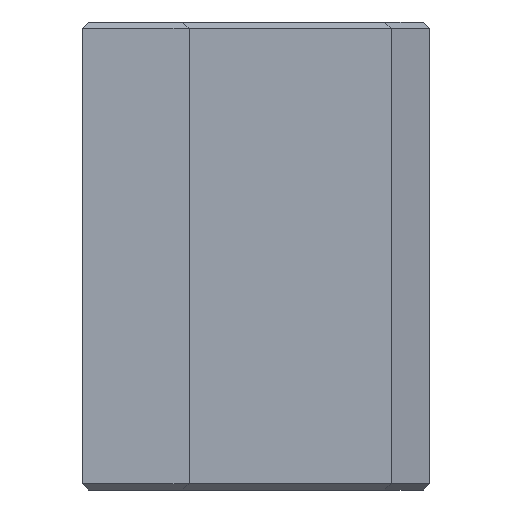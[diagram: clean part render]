
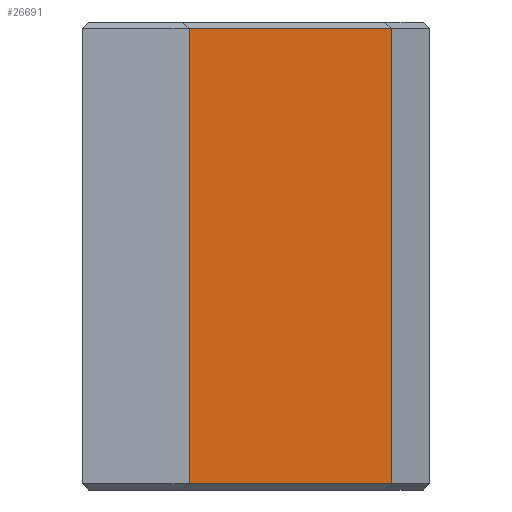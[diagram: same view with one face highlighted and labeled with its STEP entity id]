
A CAD part, left-side view. The second image highlights one B-rep face of the part: STEP entity #26691.
In plain terms, the highlighted planar face has unit normal (-1, 0, 0).
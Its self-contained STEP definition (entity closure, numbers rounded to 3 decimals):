
#5711 = CARTESIAN_POINT ( 'NONE',  ( -18., 5., 17.5 ) ) ;
#5712 = DIRECTION ( 'NONE',  ( 0., 0., -1. ) ) ;
#5713 = CARTESIAN_POINT ( 'NONE',  ( -18., 5., 17.017 ) ) ;
#5715 = CARTESIAN_POINT ( 'NONE',  ( -18., 5., -17.017 ) ) ;
#5716 = DIRECTION ( 'NONE',  ( 0., -1., 0. ) ) ;
#5717 = CARTESIAN_POINT ( 'NONE',  ( -18., -10.111, 17.5 ) ) ;
#5718 = DIRECTION ( 'NONE',  ( 0., 0., -1. ) ) ;
#5720 = DIRECTION ( 'NONE',  ( 0., 1., 0. ) ) ;
#8998 = CARTESIAN_POINT ( 'NONE',  ( -18., -10.111, 17.017 ) ) ;
#8999 = CARTESIAN_POINT ( 'NONE',  ( -18., -10.111, -17.017 ) ) ;
#9000 = CARTESIAN_POINT ( 'NONE',  ( -18., 5., 17.017 ) ) ;
#9001 = CARTESIAN_POINT ( 'NONE',  ( -18., 5., -17.017 ) ) ;
#12453 = AXIS2_PLACEMENT_3D ( 'NONE', #20905, #20917, #20918 ) ;
#13890 = VERTEX_POINT ( 'NONE', #8998 ) ;
#13891 = VERTEX_POINT ( 'NONE', #8999 ) ;
#13892 = VERTEX_POINT ( 'NONE', #9000 ) ;
#13893 = VERTEX_POINT ( 'NONE', #9001 ) ;
#14342 = LINE ( 'NONE', #5713, #14355 ) ;
#14347 = LINE ( 'NONE', #5711, #14348 ) ;
#14348 = VECTOR ( 'NONE', #5712, 1000. ) ;
#14351 = LINE ( 'NONE', #5715, #14352 ) ;
#14352 = VECTOR ( 'NONE', #5716, 1000. ) ;
#14353 = LINE ( 'NONE', #5717, #14354 ) ;
#14354 = VECTOR ( 'NONE', #5718, 1000. ) ;
#14355 = VECTOR ( 'NONE', #5720, 1000. ) ;
#15202 = EDGE_CURVE ( 'NONE', #13892, #13893, #14347, .T. ) ;
#15204 = EDGE_CURVE ( 'NONE', #13893, #13891, #14351, .T. ) ;
#15205 = EDGE_CURVE ( 'NONE', #13890, #13891, #14353, .T. ) ;
#15206 = EDGE_CURVE ( 'NONE', #13890, #13892, #14342, .T. ) ;
#20905 = CARTESIAN_POINT ( 'NONE',  ( -18., 5., 17.5 ) ) ;
#20912 = PLANE ( 'NONE',  #12453 ) ;
#20917 = DIRECTION ( 'NONE',  ( 1., 0., 0. ) ) ;
#20918 = DIRECTION ( 'NONE',  ( 0., 1., 0. ) ) ;
#23714 = EDGE_LOOP ( 'NONE', ( #25840, #25841, #25842, #25843 ) ) ;
#24636 = FACE_OUTER_BOUND ( 'NONE', #23714, .T. ) ;
#25840 = ORIENTED_EDGE ( 'NONE', *, *, #15202, .T. ) ;
#25841 = ORIENTED_EDGE ( 'NONE', *, *, #15204, .T. ) ;
#25842 = ORIENTED_EDGE ( 'NONE', *, *, #15205, .F. ) ;
#25843 = ORIENTED_EDGE ( 'NONE', *, *, #15206, .T. ) ;
#26691 = ADVANCED_FACE ( 'NONE', ( #24636 ), #20912, .F. ) ;
